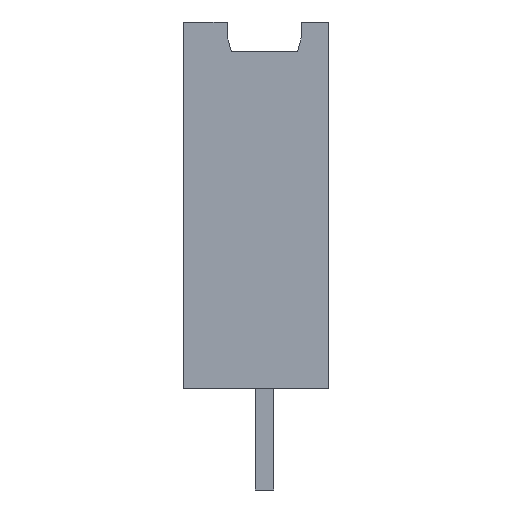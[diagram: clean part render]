
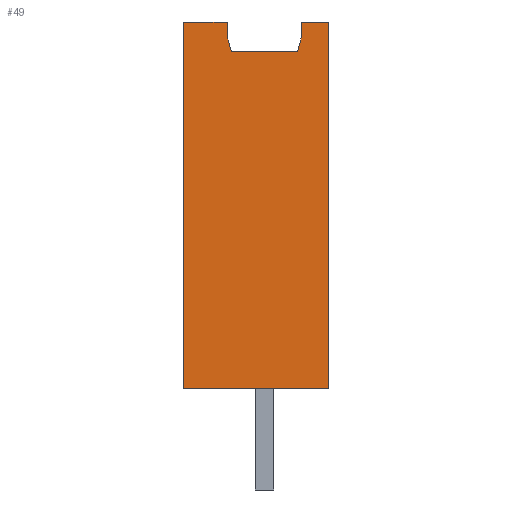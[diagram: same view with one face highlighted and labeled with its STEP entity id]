
A CAD part, left-side view. The second image highlights one B-rep face of the part: STEP entity #49.
In plain terms, the highlighted planar face has unit normal (-1, 0, 0).
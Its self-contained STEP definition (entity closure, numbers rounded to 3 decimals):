
#49=ADVANCED_FACE('',(#178),#179,.T.);
#178=FACE_OUTER_BOUND('',#446,.T.);
#179=PLANE('',#447);
#446=EDGE_LOOP('',(#737,#738,#739,#740,#741,#742,#743,#744,#745,#746));
#447=AXIS2_PLACEMENT_3D('',#747,#748,#749);
#737=ORIENTED_EDGE('',*,*,#1729,.T.);
#738=ORIENTED_EDGE('',*,*,#1730,.F.);
#739=ORIENTED_EDGE('',*,*,#1716,.F.);
#740=ORIENTED_EDGE('',*,*,#1731,.T.);
#741=ORIENTED_EDGE('',*,*,#1732,.T.);
#742=ORIENTED_EDGE('',*,*,#1733,.F.);
#743=ORIENTED_EDGE('',*,*,#1726,.F.);
#744=ORIENTED_EDGE('',*,*,#1734,.T.);
#745=ORIENTED_EDGE('',*,*,#1735,.T.);
#746=ORIENTED_EDGE('',*,*,#1736,.T.);
#747=CARTESIAN_POINT('',(-11.305,2.79,0.0));
#748=DIRECTION('',(-1.0,0.0,0.0));
#749=DIRECTION('',(0.0,0.0,1.0));
#1716=EDGE_CURVE('',#2035,#2022,#2037,.T.);
#1726=EDGE_CURVE('',#2055,#2057,#2058,.T.);
#1729=EDGE_CURVE('',#2062,#2063,#2064,.T.);
#1730=EDGE_CURVE('',#2022,#2063,#2065,.T.);
#1731=EDGE_CURVE('',#2035,#2066,#2067,.T.);
#1732=EDGE_CURVE('',#2066,#2068,#2069,.T.);
#1733=EDGE_CURVE('',#2057,#2068,#2070,.T.);
#1734=EDGE_CURVE('',#2055,#2071,#2072,.T.);
#1735=EDGE_CURVE('',#2071,#2073,#2074,.T.);
#1736=EDGE_CURVE('',#2073,#2062,#2075,.T.);
#2022=VERTEX_POINT('',#2541);
#2035=VERTEX_POINT('',#2560);
#2037=LINE('',#2563,#2564);
#2055=VERTEX_POINT('',#2590);
#2057=VERTEX_POINT('',#2593);
#2058=LINE('',#2594,#2595);
#2062=VERTEX_POINT('',#2601);
#2063=VERTEX_POINT('',#2602);
#2064=LINE('',#2603,#2604);
#2065=LINE('',#2605,#2606);
#2066=VERTEX_POINT('',#2607);
#2067=LINE('',#2608,#2609);
#2068=VERTEX_POINT('',#2610);
#2069=LINE('',#2611,#2612);
#2070=LINE('',#2613,#2614);
#2071=VERTEX_POINT('',#2615);
#2072=LINE('',#2616,#2617);
#2073=VERTEX_POINT('',#2618);
#2074=LINE('',#2619,#2620);
#2075=LINE('',#2621,#2622);
#2541=CARTESIAN_POINT('',(-11.305,1.277,0.0));
#2560=CARTESIAN_POINT('',(-11.305,2.79,0.0));
#2563=CARTESIAN_POINT('',(-11.305,2.79,0.0));
#2564=VECTOR('',#3380,1.513);
#2590=CARTESIAN_POINT('',(-11.305,-1.277,0.0));
#2593=CARTESIAN_POINT('',(-11.305,-2.21,0.0));
#2594=CARTESIAN_POINT('',(-11.305,-1.277,0.0));
#2595=VECTOR('',#3390,0.933);
#2601=CARTESIAN_POINT('',(-11.305,1.14,-1.02));
#2602=CARTESIAN_POINT('',(-11.305,1.277,-0.51));
#2603=CARTESIAN_POINT('',(-11.305,1.14,-1.02));
#2604=VECTOR('',#3393,0.528);
#2605=CARTESIAN_POINT('',(-11.305,1.277,0.0));
#2606=VECTOR('',#3394,0.51);
#2607=CARTESIAN_POINT('',(-11.305,2.79,-12.6));
#2608=CARTESIAN_POINT('',(-11.305,2.79,0.0));
#2609=VECTOR('',#3395,12.6);
#2610=CARTESIAN_POINT('',(-11.305,-2.21,-12.6));
#2611=CARTESIAN_POINT('',(-11.305,2.79,-12.6));
#2612=VECTOR('',#3396,5.0);
#2613=CARTESIAN_POINT('',(-11.305,-2.21,0.0));
#2614=VECTOR('',#3397,12.6);
#2615=CARTESIAN_POINT('',(-11.305,-1.277,-0.51));
#2616=CARTESIAN_POINT('',(-11.305,-1.277,0.0));
#2617=VECTOR('',#3398,0.51);
#2618=CARTESIAN_POINT('',(-11.305,-1.14,-1.02));
#2619=CARTESIAN_POINT('',(-11.305,-1.277,-0.51));
#2620=VECTOR('',#3399,0.528);
#2621=CARTESIAN_POINT('',(-11.305,-1.14,-1.02));
#2622=VECTOR('',#3400,2.28);
#3380=DIRECTION('',(0.0,-1.0,0.0));
#3390=DIRECTION('',(0.0,-1.0,0.0));
#3393=DIRECTION('',(0.0,0.259,0.966));
#3394=DIRECTION('',(0.0,0.0,-1.0));
#3395=DIRECTION('',(0.0,0.0,-1.0));
#3396=DIRECTION('',(0.0,-1.0,0.0));
#3397=DIRECTION('',(0.0,0.0,-1.0));
#3398=DIRECTION('',(0.0,0.0,-1.0));
#3399=DIRECTION('',(0.0,0.259,-0.966));
#3400=DIRECTION('',(0.0,1.0,0.0));
